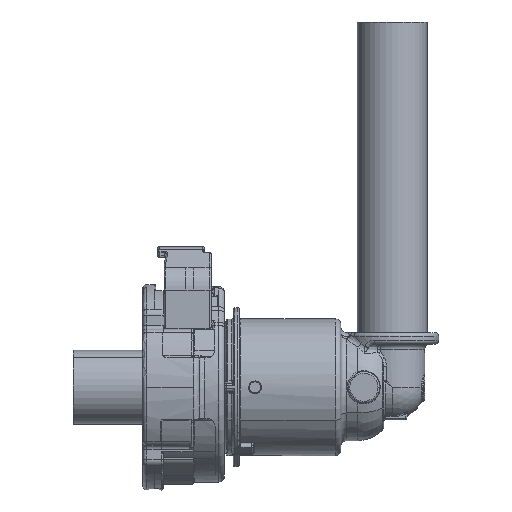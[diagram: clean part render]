
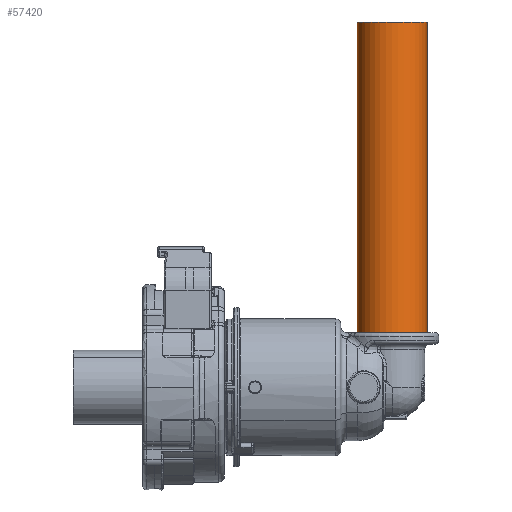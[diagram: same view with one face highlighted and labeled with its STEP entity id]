
A CAD part, front view. The second image highlights one B-rep face of the part: STEP entity #57420.
In plain terms, the highlighted cylindrical face has radius 4.5 mm (diameter 9 mm), a partial arc.
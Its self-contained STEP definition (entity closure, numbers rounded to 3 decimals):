
#57367=AXIS2_PLACEMENT_3D('Cylinder Axis2P3D',#57364,#57365,#57366) ;
#57406=AXIS2_PLACEMENT_3D('Circle Axis2P3D',#57404,#57405,$) ;
#57411=AXIS2_PLACEMENT_3D('Circle Axis2P3D',#57409,#57410,$) ;
#57364=CARTESIAN_POINT('Axis2P3D Location',(21.6,0.,27.05)) ;
#57373=CARTESIAN_POINT('Vertex',(26.1,0.,7.05)) ;
#57375=CARTESIAN_POINT('Vertex',(17.1,0.,7.05)) ;
#57378=CARTESIAN_POINT('Line Origine',(17.1,0.,27.05)) ;
#57382=CARTESIAN_POINT('Vertex',(17.1,0.,47.05)) ;
#57389=CARTESIAN_POINT('Vertex',(26.1,0.,47.05)) ;
#57392=CARTESIAN_POINT('Line Origine',(26.1,0.,27.05)) ;
#57404=CARTESIAN_POINT('Axis2P3D Location',(21.6,0.,7.05)) ;
#57409=CARTESIAN_POINT('Axis2P3D Location',(21.6,0.,47.05)) ;
#57365=DIRECTION('Axis2P3D Direction',(0.,0.,1.)) ;
#57366=DIRECTION('Axis2P3D XDirection',(1.,0.,0.)) ;
#57379=DIRECTION('Vector Direction',(0.,0.,1.)) ;
#57393=DIRECTION('Vector Direction',(0.,0.,1.)) ;
#57405=DIRECTION('Axis2P3D Direction',(0.,0.,1.)) ;
#57410=DIRECTION('Axis2P3D Direction',(0.,0.,1.)) ;
#57380=VECTOR('Line Direction',#57379,1.) ;
#57394=VECTOR('Line Direction',#57393,1.) ;
#57415=ORIENTED_EDGE('',*,*,#57408,.T.) ;
#57416=ORIENTED_EDGE('',*,*,#57396,.F.) ;
#57417=ORIENTED_EDGE('',*,*,#57413,.F.) ;
#57418=ORIENTED_EDGE('',*,*,#57384,.T.) ;
#57420=ADVANCED_FACE('PA-Tube 9x1,5',(#57419),#57368,.T.) ;
#57407=CIRCLE('generated circle',#57406,4.5) ;
#57412=CIRCLE('generated circle',#57411,4.5) ;
#57368=CYLINDRICAL_SURFACE('generated cylinder',#57367,4.5) ;
#57384=EDGE_CURVE('',#57383,#57376,#57381,.F.) ;
#57396=EDGE_CURVE('',#57390,#57374,#57395,.F.) ;
#57408=EDGE_CURVE('',#57376,#57374,#57407,.T.) ;
#57413=EDGE_CURVE('',#57383,#57390,#57412,.T.) ;
#57414=EDGE_LOOP('',(#57415,#57416,#57417,#57418)) ;
#57419=FACE_OUTER_BOUND('',#57414,.T.) ;
#57381=LINE('Line',#57378,#57380) ;
#57395=LINE('Line',#57392,#57394) ;
#57374=VERTEX_POINT('',#57373) ;
#57376=VERTEX_POINT('',#57375) ;
#57383=VERTEX_POINT('',#57382) ;
#57390=VERTEX_POINT('',#57389) ;
